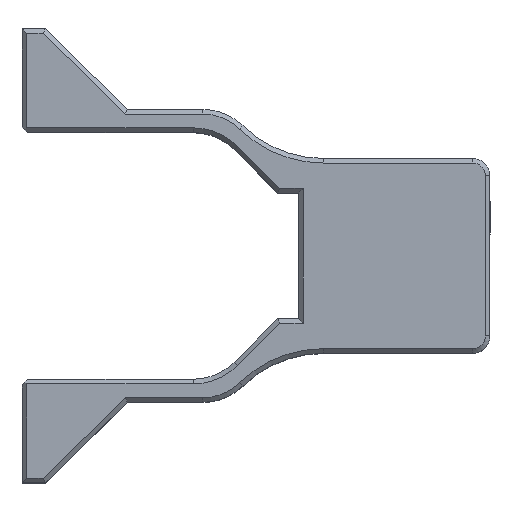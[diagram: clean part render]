
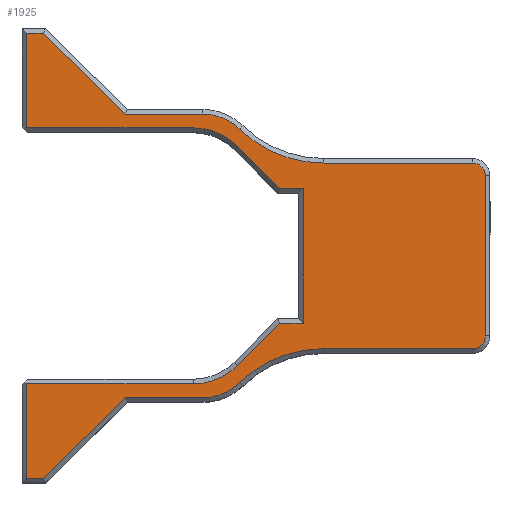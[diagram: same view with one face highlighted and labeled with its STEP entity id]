
A CAD part, top view. The second image highlights one B-rep face of the part: STEP entity #1925.
In plain terms, the highlighted planar face has unit normal (0, 0, 1).
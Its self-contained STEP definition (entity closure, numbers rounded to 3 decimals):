
#84=CIRCLE('',#2042,10.8);
#86=CIRCLE('',#2046,10.8);
#87=CIRCLE('',#2052,9.2);
#88=CIRCLE('',#2054,20.8);
#89=CIRCLE('',#2057,2.2);
#90=CIRCLE('',#2060,2.2);
#91=CIRCLE('',#2063,20.8);
#92=CIRCLE('',#2065,9.2);
#175=FACE_OUTER_BOUND('',#289,.T.);
#289=EDGE_LOOP('',(#1556,#1557,#1558,#1559,#1560,#1561,#1562,#1563,#1564,
#1565,#1566,#1567,#1568,#1569,#1570,#1571,#1572,#1573,#1574,#1575,#1576,
#1577,#1578,#1579,#1580,#1581));
#347=LINE('',#2709,#573);
#359=LINE('',#2736,#585);
#363=LINE('',#2743,#589);
#454=LINE('',#2972,#680);
#456=LINE('',#2980,#682);
#461=LINE('',#2993,#687);
#463=LINE('',#2997,#689);
#466=LINE('',#3003,#692);
#469=LINE('',#3008,#695);
#473=LINE('',#3020,#699);
#477=LINE('',#3029,#703);
#479=LINE('',#3036,#705);
#483=LINE('',#3048,#709);
#486=LINE('',#3052,#712);
#488=LINE('',#3055,#714);
#489=LINE('',#3058,#715);
#493=LINE('',#3066,#719);
#496=LINE('',#3070,#722);
#573=VECTOR('',#2152,10.);
#585=VECTOR('',#2172,10.);
#589=VECTOR('',#2178,10.);
#680=VECTOR('',#2395,10.);
#682=VECTOR('',#2405,10.);
#687=VECTOR('',#2418,10.);
#689=VECTOR('',#2422,10.);
#692=VECTOR('',#2427,10.);
#695=VECTOR('',#2432,10.);
#699=VECTOR('',#2446,10.);
#703=VECTOR('',#2456,10.);
#705=VECTOR('',#2464,10.);
#709=VECTOR('',#2478,10.);
#712=VECTOR('',#2483,10.);
#714=VECTOR('',#2487,10.);
#715=VECTOR('',#2490,10.);
#719=VECTOR('',#2496,10.);
#722=VECTOR('',#2501,10.);
#796=VERTEX_POINT('',#2706);
#797=VERTEX_POINT('',#2708);
#807=VERTEX_POINT('',#2733);
#808=VERTEX_POINT('',#2735);
#810=VERTEX_POINT('',#2741);
#884=VERTEX_POINT('',#2969);
#885=VERTEX_POINT('',#2971);
#886=VERTEX_POINT('',#2978);
#887=VERTEX_POINT('',#2979);
#890=VERTEX_POINT('',#2990);
#891=VERTEX_POINT('',#2992);
#892=VERTEX_POINT('',#2996);
#894=VERTEX_POINT('',#3002);
#895=VERTEX_POINT('',#3007);
#896=VERTEX_POINT('',#3011);
#897=VERTEX_POINT('',#3015);
#898=VERTEX_POINT('',#3019);
#899=VERTEX_POINT('',#3023);
#900=VERTEX_POINT('',#3027);
#901=VERTEX_POINT('',#3031);
#902=VERTEX_POINT('',#3035);
#903=VERTEX_POINT('',#3039);
#904=VERTEX_POINT('',#3043);
#905=VERTEX_POINT('',#3047);
#906=VERTEX_POINT('',#3057);
#909=VERTEX_POINT('',#3065);
#964=EDGE_CURVE('',#796,#797,#347,.T.);
#977=EDGE_CURVE('',#807,#808,#359,.T.);
#981=EDGE_CURVE('',#810,#807,#363,.T.);
#1095=EDGE_CURVE('',#884,#885,#454,.T.);
#1098=EDGE_CURVE('',#797,#884,#84,.T.);
#1099=EDGE_CURVE('',#886,#887,#456,.T.);
#1104=EDGE_CURVE('',#887,#810,#86,.T.);
#1106=EDGE_CURVE('',#890,#891,#461,.T.);
#1108=EDGE_CURVE('',#808,#892,#463,.T.);
#1111=EDGE_CURVE('',#892,#894,#466,.T.);
#1114=EDGE_CURVE('',#894,#895,#469,.T.);
#1117=EDGE_CURVE('',#895,#896,#87,.T.);
#1119=EDGE_CURVE('',#896,#897,#88,.T.);
#1120=EDGE_CURVE('',#897,#898,#473,.T.);
#1123=EDGE_CURVE('',#898,#899,#89,.T.);
#1125=EDGE_CURVE('',#899,#900,#477,.T.);
#1127=EDGE_CURVE('',#900,#901,#90,.T.);
#1128=EDGE_CURVE('',#901,#902,#479,.T.);
#1131=EDGE_CURVE('',#902,#903,#91,.T.);
#1133=EDGE_CURVE('',#903,#904,#92,.T.);
#1134=EDGE_CURVE('',#904,#905,#483,.T.);
#1137=EDGE_CURVE('',#905,#890,#486,.T.);
#1139=EDGE_CURVE('',#891,#796,#488,.T.);
#1140=EDGE_CURVE('',#906,#886,#489,.T.);
#1144=EDGE_CURVE('',#885,#909,#493,.T.);
#1147=EDGE_CURVE('',#909,#906,#496,.T.);
#1556=ORIENTED_EDGE('',*,*,#1106,.F.);
#1557=ORIENTED_EDGE('',*,*,#1137,.F.);
#1558=ORIENTED_EDGE('',*,*,#1134,.F.);
#1559=ORIENTED_EDGE('',*,*,#1133,.F.);
#1560=ORIENTED_EDGE('',*,*,#1131,.F.);
#1561=ORIENTED_EDGE('',*,*,#1128,.F.);
#1562=ORIENTED_EDGE('',*,*,#1127,.F.);
#1563=ORIENTED_EDGE('',*,*,#1125,.F.);
#1564=ORIENTED_EDGE('',*,*,#1123,.F.);
#1565=ORIENTED_EDGE('',*,*,#1120,.F.);
#1566=ORIENTED_EDGE('',*,*,#1119,.F.);
#1567=ORIENTED_EDGE('',*,*,#1117,.F.);
#1568=ORIENTED_EDGE('',*,*,#1114,.F.);
#1569=ORIENTED_EDGE('',*,*,#1111,.F.);
#1570=ORIENTED_EDGE('',*,*,#1108,.F.);
#1571=ORIENTED_EDGE('',*,*,#977,.F.);
#1572=ORIENTED_EDGE('',*,*,#981,.F.);
#1573=ORIENTED_EDGE('',*,*,#1104,.F.);
#1574=ORIENTED_EDGE('',*,*,#1099,.F.);
#1575=ORIENTED_EDGE('',*,*,#1140,.F.);
#1576=ORIENTED_EDGE('',*,*,#1147,.F.);
#1577=ORIENTED_EDGE('',*,*,#1144,.F.);
#1578=ORIENTED_EDGE('',*,*,#1095,.F.);
#1579=ORIENTED_EDGE('',*,*,#1098,.F.);
#1580=ORIENTED_EDGE('',*,*,#964,.F.);
#1581=ORIENTED_EDGE('',*,*,#1139,.F.);
#1825=PLANE('',#2073);
#1925=ADVANCED_FACE('',(#175),#1825,.T.);
#2042=AXIS2_PLACEMENT_3D('',#2976,#2401,#2402);
#2046=AXIS2_PLACEMENT_3D('',#2988,#2413,#2414);
#2052=AXIS2_PLACEMENT_3D('',#3013,#2437,#2438);
#2054=AXIS2_PLACEMENT_3D('',#3017,#2442,#2443);
#2057=AXIS2_PLACEMENT_3D('',#3025,#2451,#2452);
#2060=AXIS2_PLACEMENT_3D('',#3033,#2460,#2461);
#2063=AXIS2_PLACEMENT_3D('',#3041,#2469,#2470);
#2065=AXIS2_PLACEMENT_3D('',#3045,#2474,#2475);
#2073=AXIS2_PLACEMENT_3D('',#3073,#2505,#2506);
#2152=DIRECTION('',(1.,0.,0.));
#2172=DIRECTION('',(0.,1.,0.));
#2178=DIRECTION('',(-1.,0.,0.));
#2395=DIRECTION('',(0.707,0.707,0.));
#2401=DIRECTION('center_axis',(0.,0.,1.));
#2402=DIRECTION('ref_axis',(0.383,-0.924,0.));
#2405=DIRECTION('',(-0.707,0.707,0.));
#2413=DIRECTION('center_axis',(0.,0.,1.));
#2414=DIRECTION('ref_axis',(0.383,0.924,0.));
#2418=DIRECTION('',(-1.,0.,0.));
#2422=DIRECTION('',(1.,0.,0.));
#2427=DIRECTION('',(0.714,-0.7,0.));
#2432=DIRECTION('',(1.,0.,0.));
#2437=DIRECTION('center_axis',(0.,0.,-1.));
#2438=DIRECTION('ref_axis',(0.383,0.924,0.));
#2442=DIRECTION('center_axis',(0.,0.,1.));
#2443=DIRECTION('ref_axis',(0.,-1.,0.));
#2446=DIRECTION('',(1.,0.,0.));
#2451=DIRECTION('center_axis',(0.,0.,-1.));
#2452=DIRECTION('ref_axis',(0.707,0.707,0.));
#2456=DIRECTION('',(0.,-1.,0.));
#2460=DIRECTION('center_axis',(0.,0.,-1.));
#2461=DIRECTION('ref_axis',(0.707,-0.707,0.));
#2464=DIRECTION('',(-1.,0.,0.));
#2469=DIRECTION('center_axis',(0.,0.,1.));
#2470=DIRECTION('ref_axis',(0.,1.,0.));
#2474=DIRECTION('center_axis',(0.,0.,-1.));
#2475=DIRECTION('ref_axis',(0.383,-0.924,0.));
#2478=DIRECTION('',(-1.,0.,0.));
#2483=DIRECTION('',(-0.714,-0.7,0.));
#2487=DIRECTION('',(0.,1.,0.));
#2490=DIRECTION('',(-1.,0.,0.));
#2496=DIRECTION('',(1.,0.,0.));
#2501=DIRECTION('',(0.,1.,0.));
#2505=DIRECTION('center_axis',(0.,0.,1.));
#2506=DIRECTION('ref_axis',(0.,-1.,0.));
#2706=CARTESIAN_POINT('',(-23.7,-16.1,13.6));
#2708=CARTESIAN_POINT('',(5.216,-16.1,13.6));
#2709=CARTESIAN_POINT('',(31.25,-16.1,13.6));
#2733=CARTESIAN_POINT('',(-23.7,28.3,13.6));
#2735=CARTESIAN_POINT('',(-23.7,44.7,13.6));
#2736=CARTESIAN_POINT('',(-23.7,24.75,13.6));
#2741=CARTESIAN_POINT('',(5.216,28.3,13.6));
#2743=CARTESIAN_POINT('',(31.25,28.3,13.6));
#2969=CARTESIAN_POINT('',(12.852,-12.937,13.6));
#2971=CARTESIAN_POINT('',(20.189,-5.6,13.6));
#2972=CARTESIAN_POINT('',(33.23,7.441,13.6));
#2976=CARTESIAN_POINT('Origin',(5.216,-5.3,13.6));
#2978=CARTESIAN_POINT('',(20.189,17.8,13.6));
#2979=CARTESIAN_POINT('',(12.852,25.137,13.6));
#2980=CARTESIAN_POINT('',(26.28,11.709,13.6));
#2988=CARTESIAN_POINT('Origin',(5.216,17.5,13.6));
#2990=CARTESIAN_POINT('',(-20.827,-32.5,13.6));
#2992=CARTESIAN_POINT('',(-23.7,-32.5,13.6));
#2993=CARTESIAN_POINT('',(7.25,-32.5,13.6));
#2996=CARTESIAN_POINT('',(-20.827,44.7,13.6));
#2997=CARTESIAN_POINT('',(7.25,44.7,13.6));
#3002=CARTESIAN_POINT('',(-6.544,30.7,13.6));
#3003=CARTESIAN_POINT('',(0.486,23.809,13.6));
#3007=CARTESIAN_POINT('',(6.873,30.7,13.6));
#3008=CARTESIAN_POINT('',(47.85,30.7,13.6));
#3011=CARTESIAN_POINT('',(13.289,28.093,13.6));
#3013=CARTESIAN_POINT('Origin',(6.873,21.5,13.6));
#3015=CARTESIAN_POINT('',(27.795,22.2,13.6));
#3017=CARTESIAN_POINT('Origin',(27.795,43.,13.6));
#3019=CARTESIAN_POINT('',(53.7,22.2,13.6));
#3020=CARTESIAN_POINT('',(29.257,22.2,13.6));
#3023=CARTESIAN_POINT('',(55.9,20.,13.6));
#3025=CARTESIAN_POINT('Origin',(53.7,20.,13.6));
#3027=CARTESIAN_POINT('',(55.9,-7.8,13.6));
#3029=CARTESIAN_POINT('',(55.9,13.05,13.6));
#3031=CARTESIAN_POINT('',(53.7,-10.,13.6));
#3033=CARTESIAN_POINT('Origin',(53.7,-7.8,13.6));
#3035=CARTESIAN_POINT('',(27.795,-10.,13.6));
#3036=CARTESIAN_POINT('',(47.85,-10.,13.6));
#3039=CARTESIAN_POINT('',(13.289,-15.893,13.6));
#3041=CARTESIAN_POINT('Origin',(27.795,-30.8,13.6));
#3043=CARTESIAN_POINT('',(6.873,-18.5,13.6));
#3045=CARTESIAN_POINT('Origin',(6.873,-9.3,13.6));
#3047=CARTESIAN_POINT('',(-6.544,-18.5,13.6));
#3048=CARTESIAN_POINT('',(47.85,-18.5,13.6));
#3052=CARTESIAN_POINT('',(14.576,2.202,13.6));
#3055=CARTESIAN_POINT('',(-23.7,1.35,13.6));
#3057=CARTESIAN_POINT('',(24.3,17.8,13.6));
#3058=CARTESIAN_POINT('',(39.,17.8,13.6));
#3065=CARTESIAN_POINT('',(24.3,-5.6,13.6));
#3066=CARTESIAN_POINT('',(39.,-5.6,13.6));
#3070=CARTESIAN_POINT('',(24.3,13.05,13.6));
#3073=CARTESIAN_POINT('Origin',(39.,20.,13.6));
